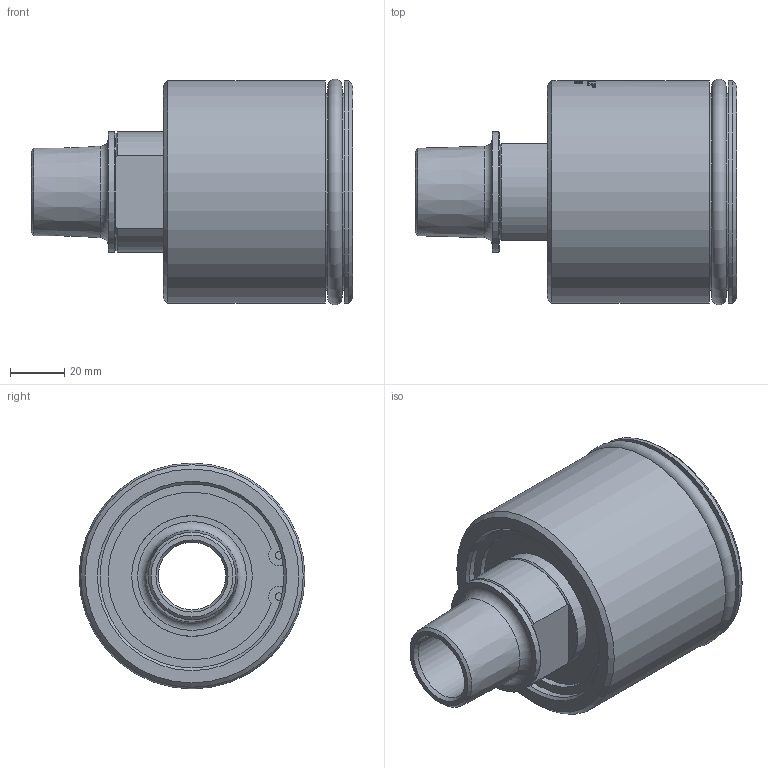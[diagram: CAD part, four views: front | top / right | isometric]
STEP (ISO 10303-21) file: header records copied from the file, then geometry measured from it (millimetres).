
FILE_DESCRIPTION(/* description */ (''),/* implementation_level */ '2;1');
FILE_NAME(/* name */ '350-221-002-IC.stp',/* time_stamp */ '2020-05-17T18:12:00-05:00',/* author */ ('Moorera'),/* organization */ (''),/* preprocessor_version */ 'ST-DEVELOPER v18.1',/* originating_system */ 'Autodesk Inventor 2020',/* authorisation */ '');
FILE_SCHEMA (('AUTOMOTIVE_DESIGN { 1 0 10303 214 3 1 1 }'));
Products named in the file (1): 350-221-002-IC
Bounding box: 119.09 x 83.67 x 83.67 mm (x, y, z)
Volume: 351740.4 mm3; surface area: 53043.5 mm2
Topology: 2 solids, 2 shells, 342 faces, 912 edges, 612 vertices
Faces by surface type: bspline 184, plane 92, cylinder 49, cone 15, torus 2
Full cylindrical faces by diameter (mm): 1.5 x1, 2.794 x2, 25 x1, 33.25 x1, 44.65 x2, 68.1 x1, 73 x1, 73.9 x1, 82.4 x2
Entity records: 54790 total; most frequent: CARTESIAN_POINT 46934, ORIENTED_EDGE 1824, DIRECTION 1216, EDGE_CURVE 912, VERTEX_POINT 612, AXIS2_PLACEMENT_3D 445, EDGE_LOOP 384, FACE_OUTER_BOUND 342
